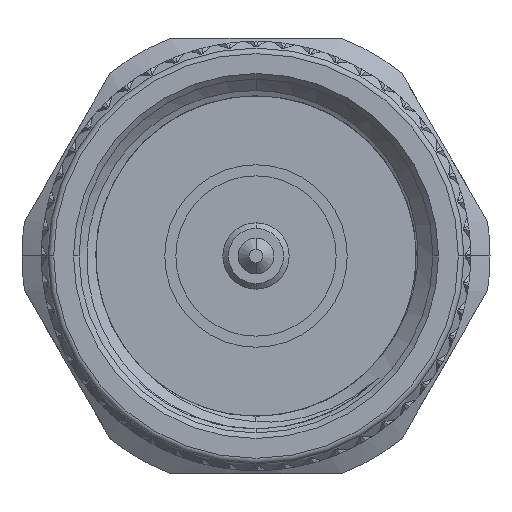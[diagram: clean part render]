
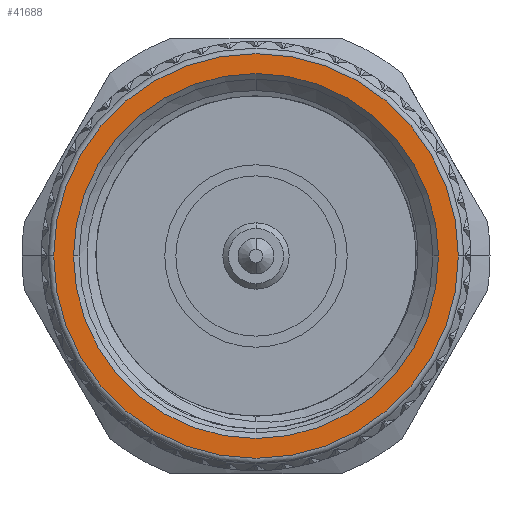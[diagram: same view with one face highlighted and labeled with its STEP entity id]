
A CAD part, left-side view. The second image highlights one B-rep face of the part: STEP entity #41688.
In plain terms, the highlighted planar face has unit normal (-1, 0, 0).
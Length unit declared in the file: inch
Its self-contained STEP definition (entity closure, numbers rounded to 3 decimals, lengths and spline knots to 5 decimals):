
#731 = DIRECTION ( 'NONE',  ( 0., 1., 0. ) ) ;
#3494 = AXIS2_PLACEMENT_3D ( 'NONE', #85183, #84067, #731 ) ;
#4084 = EDGE_LOOP ( 'NONE', ( #38216, #91011 ) ) ;
#9933 = AXIS2_PLACEMENT_3D ( 'NONE', #57400, #32894, #82939 ) ;
#10728 = ORIENTED_EDGE ( 'NONE', *, *, #56853, .T. ) ;
#12992 = DIRECTION ( 'NONE',  ( 0., -1., 0. ) ) ;
#14646 = DIRECTION ( 'NONE',  ( -1., 0., 0. ) ) ;
#16947 = CIRCLE ( 'NONE', #9933, 0.36598 ) ;
#22811 = CARTESIAN_POINT ( 'NONE',  ( 0., 0.36598, 0. ) ) ;
#24100 = VERTEX_POINT ( 'NONE', #88842 ) ;
#24854 = CIRCLE ( 'NONE', #31925, 0.36598 ) ;
#31925 = AXIS2_PLACEMENT_3D ( 'NONE', #80808, #14646, #12992 ) ;
#32698 = DIRECTION ( 'NONE',  ( 1., 0., 0. ) ) ;
#32894 = DIRECTION ( 'NONE',  ( -1., 0., 0. ) ) ;
#37874 = EDGE_CURVE ( 'NONE', #59465, #66259, #16947, .T. ) ;
#38216 = ORIENTED_EDGE ( 'NONE', *, *, #89597, .T. ) ;
#41688 = ADVANCED_FACE ( 'NONE', ( #89551, #81791 ), #65087, .F. ) ;
#46767 = DIRECTION ( 'NONE',  ( 1., 0., 0. ) ) ;
#51394 = CIRCLE ( 'NONE', #3494, 0.33 ) ;
#56853 = EDGE_CURVE ( 'NONE', #24100, #80794, #81443, .T. ) ;
#57400 = CARTESIAN_POINT ( 'NONE',  ( 0., 0., 0. ) ) ;
#59465 = VERTEX_POINT ( 'NONE', #22811 ) ;
#65087 = PLANE ( 'NONE',  #97012 ) ;
#66259 = VERTEX_POINT ( 'NONE', #109393 ) ;
#76525 = CARTESIAN_POINT ( 'NONE',  ( 0., -0.33, 0. ) ) ;
#77880 = AXIS2_PLACEMENT_3D ( 'NONE', #102155, #32698, #101601 ) ;
#78294 = EDGE_LOOP ( 'NONE', ( #95505, #10728 ) ) ;
#80794 = VERTEX_POINT ( 'NONE', #76525 ) ;
#80808 = CARTESIAN_POINT ( 'NONE',  ( 0., 0., 0. ) ) ;
#81443 = CIRCLE ( 'NONE', #77880, 0.33 ) ;
#81791 = FACE_OUTER_BOUND ( 'NONE', #4084, .T. ) ;
#82939 = DIRECTION ( 'NONE',  ( 0., -1., 0. ) ) ;
#84067 = DIRECTION ( 'NONE',  ( 1., 0., 0. ) ) ;
#85183 = CARTESIAN_POINT ( 'NONE',  ( 0., 0., 0. ) ) ;
#87016 = EDGE_CURVE ( 'NONE', #80794, #24100, #51394, .T. ) ;
#88842 = CARTESIAN_POINT ( 'NONE',  ( 0., 0.33, 0. ) ) ;
#89551 = FACE_BOUND ( 'NONE', #78294, .T. ) ;
#89597 = EDGE_CURVE ( 'NONE', #66259, #59465, #24854, .T. ) ;
#91011 = ORIENTED_EDGE ( 'NONE', *, *, #37874, .T. ) ;
#95505 = ORIENTED_EDGE ( 'NONE', *, *, #87016, .T. ) ;
#97012 = AXIS2_PLACEMENT_3D ( 'NONE', #99012, #46767, #97936 ) ;
#97936 = DIRECTION ( 'NONE',  ( 0., -1., 0. ) ) ;
#99012 = CARTESIAN_POINT ( 'NONE',  ( 0., 0.36879, 0. ) ) ;
#101601 = DIRECTION ( 'NONE',  ( 0., 1., 0. ) ) ;
#102155 = CARTESIAN_POINT ( 'NONE',  ( 0., 0., 0. ) ) ;
#109393 = CARTESIAN_POINT ( 'NONE',  ( 0., -0.36598, 0. ) ) ;
